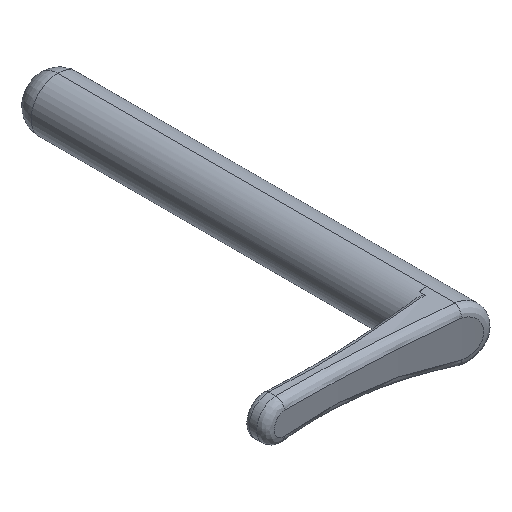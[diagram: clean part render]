
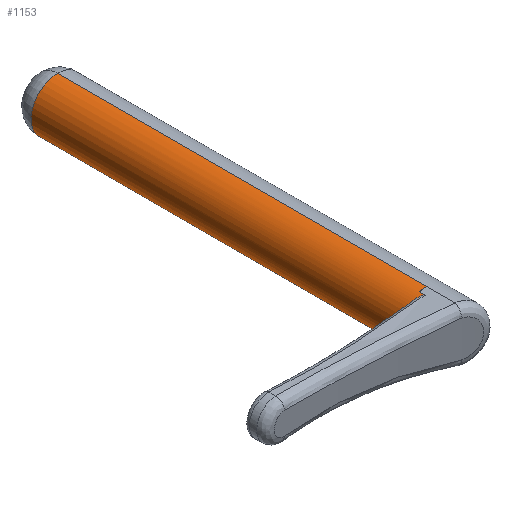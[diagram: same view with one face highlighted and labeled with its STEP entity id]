
A CAD part, isometric view. The second image highlights one B-rep face of the part: STEP entity #1153.
In plain terms, the highlighted cylindrical face has radius 4.75 mm (diameter 9.5 mm), a partial arc.
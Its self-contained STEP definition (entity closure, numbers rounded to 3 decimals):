
#13 = CARTESIAN_POINT ( 'NONE',  ( -10.561, 9.8, 3.994 ) ) ;
#25 = CARTESIAN_POINT ( 'NONE',  ( -9.993, 9.547, 12.317 ) ) ;
#33 = ORIENTED_EDGE ( 'NONE', *, *, #746, .T. ) ;
#37 = CIRCLE ( 'NONE', #430, 4.75 ) ;
#56 = LINE ( 'NONE', #553, #1108 ) ;
#84 = EDGE_CURVE ( 'NONE', #1060, #902, #388, .T. ) ;
#99 = CARTESIAN_POINT ( 'NONE',  ( -9.353, 9.112, 3.447 ) ) ;
#109 = CARTESIAN_POINT ( 'NONE',  ( -9.474, 9.23, 12.516 ) ) ;
#110 = AXIS2_PLACEMENT_3D ( 'NONE', #491, #1126, #850 ) ;
#111 = CARTESIAN_POINT ( 'NONE',  ( -11.433, 10., 4.717 ) ) ;
#116 = CARTESIAN_POINT ( 'NONE',  ( -9.318, 10., 12.564 ) ) ;
#124 = CARTESIAN_POINT ( 'NONE',  ( -9.61, 9.33, 12.47 ) ) ;
#127 = DIRECTION ( 'NONE',  ( 0., 1., 0. ) ) ;
#139 = EDGE_CURVE ( 'NONE', #822, #534, #631, .T. ) ;
#172 = VERTEX_POINT ( 'NONE', #1072 ) ;
#189 = CARTESIAN_POINT ( 'NONE',  ( -11.098, 9.968, 4.392 ) ) ;
#191 = DIRECTION ( 'NONE',  ( 0., 0., -1. ) ) ;
#197 = CARTESIAN_POINT ( 'NONE',  ( -9.318, 9.059, 12.564 ) ) ;
#199 = VERTEX_POINT ( 'NONE', #1094 ) ;
#200 = CARTESIAN_POINT ( 'NONE',  ( -8., 10., 8. ) ) ;
#208 = VECTOR ( 'NONE', #505, 1000. ) ;
#211 = CARTESIAN_POINT ( 'NONE',  ( -12.782, 10.125, 8.317 ) ) ;
#213 = CARTESIAN_POINT ( 'NONE',  ( -10.743, 9.868, 11.884 ) ) ;
#214 = CARTESIAN_POINT ( 'NONE',  ( -9.318, 9., 3.436 ) ) ;
#241 = CARTESIAN_POINT ( 'NONE',  ( -8., 10., 8. ) ) ;
#246 = DIRECTION ( 'NONE',  ( 0., 0., 1. ) ) ;
#254 = DIRECTION ( 'NONE',  ( 0., -1., 0. ) ) ;
#273 = ORIENTED_EDGE ( 'NONE', *, *, #860, .F. ) ;
#291 = CARTESIAN_POINT ( 'NONE',  ( -9.43, 9.195, 12.53 ) ) ;
#299 = DIRECTION ( 'NONE',  ( 0., 0., -1. ) ) ;
#303 = CARTESIAN_POINT ( 'NONE',  ( -12.782, 10.125, 7.683 ) ) ;
#305 = EDGE_CURVE ( 'NONE', #822, #902, #680, .T. ) ;
#306 = CARTESIAN_POINT ( 'NONE',  ( -10.744, 9.868, 4.116 ) ) ;
#342 = ORIENTED_EDGE ( 'NONE', *, *, #633, .T. ) ;
#352 = VECTOR ( 'NONE', #1045, 1000. ) ;
#361 = ORIENTED_EDGE ( 'NONE', *, *, #1022, .T. ) ;
#387 =( BOUNDED_CURVE ( )  B_SPLINE_CURVE ( 3, ( #1160, #303, #211, #579 ),
 .UNSPECIFIED., .F., .T. ) 
 B_SPLINE_CURVE_WITH_KNOTS ( ( 4, 4 ),
 ( 2.943, 3.341 ),
 .UNSPECIFIED. ) 
 CURVE ( )  GEOMETRIC_REPRESENTATION_ITEM ( )  RATIONAL_B_SPLINE_CURVE ( ( 1., 0.987, 0.987, 1. ) ) 
 REPRESENTATION_ITEM ( '' )  );
#388 = B_SPLINE_CURVE_WITH_KNOTS ( 'NONE', 3,
 ( #499, #493, #587, #213, #883, #766, #25, #864, #124, #109, #291, #404, #197, #1053 ),
 .UNSPECIFIED., .F., .F.,
 ( 4, 2, 2, 2, 2, 2, 4 ),
 ( 0., 0.001, 0.001, 0.002, 0.002, 0.003, 0.003 ),
 .UNSPECIFIED. ) ;
#393 = ORIENTED_EDGE ( 'NONE', *, *, #84, .T. ) ;
#397 = EDGE_CURVE ( 'NONE', #754, #453, #387, .T. ) ;
#404 = CARTESIAN_POINT ( 'NONE',  ( -9.353, 9.111, 12.554 ) ) ;
#430 = AXIS2_PLACEMENT_3D ( 'NONE', #200, #127, #191 ) ;
#431 = CARTESIAN_POINT ( 'NONE',  ( -12.656, 10., 8.939 ) ) ;
#452 = AXIS2_PLACEMENT_3D ( 'NONE', #1057, #686, #299 ) ;
#453 = VERTEX_POINT ( 'NONE', #431 ) ;
#491 = CARTESIAN_POINT ( 'NONE',  ( -8., 80., 8. ) ) ;
#493 = CARTESIAN_POINT ( 'NONE',  ( -11.271, 10., 11.452 ) ) ;
#499 = CARTESIAN_POINT ( 'NONE',  ( -11.433, 10., 11.283 ) ) ;
#505 = DIRECTION ( 'NONE',  ( 0., 1., 0. ) ) ;
#513 = CARTESIAN_POINT ( 'NONE',  ( -9.318, 9., 12.564 ) ) ;
#519 = CARTESIAN_POINT ( 'NONE',  ( -9.318, 9., 3.436 ) ) ;
#533 = DIRECTION ( 'NONE',  ( 0., 1., 0. ) ) ;
#534 = VERTEX_POINT ( 'NONE', #1125 ) ;
#553 = CARTESIAN_POINT ( 'NONE',  ( -8., 80., 3.25 ) ) ;
#554 = CIRCLE ( 'NONE', #1071, 4.75 ) ;
#572 = B_SPLINE_CURVE_WITH_KNOTS ( 'NONE', 3,
 ( #214, #865, #99, #597, #1054, #785, #1148, #1156, #967, #13, #306, #189, #682, #111 ),
 .UNSPECIFIED., .F., .F.,
 ( 4, 2, 2, 2, 2, 2, 4 ),
 ( 0., 0., 0., 0.001, 0.001, 0.002, 0.003 ),
 .UNSPECIFIED. ) ;
#579 = CARTESIAN_POINT ( 'NONE',  ( -12.656, 10., 8.939 ) ) ;
#585 = CYLINDRICAL_SURFACE ( 'NONE', #110, 4.75 ) ;
#587 = CARTESIAN_POINT ( 'NONE',  ( -11.101, 9.968, 11.605 ) ) ;
#593 = DIRECTION ( 'NONE',  ( 0., 0., -1. ) ) ;
#597 = CARTESIAN_POINT ( 'NONE',  ( -9.431, 9.196, 3.47 ) ) ;
#608 = ORIENTED_EDGE ( 'NONE', *, *, #1120, .T. ) ;
#626 = DIRECTION ( 'NONE',  ( 0., 0., -1. ) ) ;
#631 = CIRCLE ( 'NONE', #452, 4.75 ) ;
#633 = EDGE_CURVE ( 'NONE', #958, #754, #37, .T. ) ;
#640 = DIRECTION ( 'NONE',  ( 0., -1., 0. ) ) ;
#648 = CARTESIAN_POINT ( 'NONE',  ( -11.433, 10., 4.717 ) ) ;
#680 = LINE ( 'NONE', #116, #352 ) ;
#682 = CARTESIAN_POINT ( 'NONE',  ( -11.271, 10., 4.548 ) ) ;
#684 = DIRECTION ( 'NONE',  ( 0., 1., 0. ) ) ;
#686 = DIRECTION ( 'NONE',  ( 0., 1., 0. ) ) ;
#694 = ORIENTED_EDGE ( 'NONE', *, *, #139, .T. ) ;
#701 = CARTESIAN_POINT ( 'NONE',  ( -8., 10., 8. ) ) ;
#705 = ORIENTED_EDGE ( 'NONE', *, *, #1058, .T. ) ;
#720 = CARTESIAN_POINT ( 'NONE',  ( -8., 80., 12.75 ) ) ;
#736 = DIRECTION ( 'NONE',  ( 0., -1., 0. ) ) ;
#746 = EDGE_CURVE ( 'NONE', #199, #958, #572, .T. ) ;
#754 = VERTEX_POINT ( 'NONE', #877 ) ;
#766 = CARTESIAN_POINT ( 'NONE',  ( -10.183, 9.639, 12.224 ) ) ;
#785 = CARTESIAN_POINT ( 'NONE',  ( -9.612, 9.331, 3.531 ) ) ;
#816 = CARTESIAN_POINT ( 'NONE',  ( -9.318, 10., 3.436 ) ) ;
#822 = VERTEX_POINT ( 'NONE', #1064 ) ;
#836 = CIRCLE ( 'NONE', #996, 4.75 ) ;
#850 = DIRECTION ( 'NONE',  ( 0., 0., -1. ) ) ;
#852 = VERTEX_POINT ( 'NONE', #816 ) ;
#860 = EDGE_CURVE ( 'NONE', #199, #852, #1173, .T. ) ;
#864 = CARTESIAN_POINT ( 'NONE',  ( -9.706, 9.387, 12.434 ) ) ;
#865 = CARTESIAN_POINT ( 'NONE',  ( -9.318, 9.06, 3.436 ) ) ;
#877 = CARTESIAN_POINT ( 'NONE',  ( -12.656, 10., 7.061 ) ) ;
#883 = CARTESIAN_POINT ( 'NONE',  ( -10.557, 9.799, 12.009 ) ) ;
#888 = LINE ( 'NONE', #720, #1172 ) ;
#902 = VERTEX_POINT ( 'NONE', #513 ) ;
#911 = AXIS2_PLACEMENT_3D ( 'NONE', #1220, #254, #246 ) ;
#945 = VERTEX_POINT ( 'NONE', #982 ) ;
#948 = EDGE_CURVE ( 'NONE', #1222, #534, #888, .T. ) ;
#958 = VERTEX_POINT ( 'NONE', #648 ) ;
#967 = CARTESIAN_POINT ( 'NONE',  ( -10.184, 9.639, 3.776 ) ) ;
#982 = CARTESIAN_POINT ( 'NONE',  ( -8., 76., 3.25 ) ) ;
#991 = ORIENTED_EDGE ( 'NONE', *, *, #1228, .T. ) ;
#996 = AXIS2_PLACEMENT_3D ( 'NONE', #241, #533, #626 ) ;
#1015 = FACE_OUTER_BOUND ( 'NONE', #1100, .T. ) ;
#1017 = ORIENTED_EDGE ( 'NONE', *, *, #948, .F. ) ;
#1022 = EDGE_CURVE ( 'NONE', #945, #172, #56, .T. ) ;
#1045 = DIRECTION ( 'NONE',  ( 0., -1., 0. ) ) ;
#1053 = CARTESIAN_POINT ( 'NONE',  ( -9.318, 9., 12.564 ) ) ;
#1054 = CARTESIAN_POINT ( 'NONE',  ( -9.475, 9.231, 3.485 ) ) ;
#1057 = CARTESIAN_POINT ( 'NONE',  ( -8., 10., 8. ) ) ;
#1058 = EDGE_CURVE ( 'NONE', #1222, #945, #1209, .T. ) ;
#1060 = VERTEX_POINT ( 'NONE', #1099 ) ;
#1064 = CARTESIAN_POINT ( 'NONE',  ( -9.318, 10., 12.564 ) ) ;
#1071 = AXIS2_PLACEMENT_3D ( 'NONE', #701, #684, #593 ) ;
#1072 = CARTESIAN_POINT ( 'NONE',  ( -8., 10., 3.25 ) ) ;
#1094 = CARTESIAN_POINT ( 'NONE',  ( -9.318, 9., 3.436 ) ) ;
#1099 = CARTESIAN_POINT ( 'NONE',  ( -11.433, 10., 11.283 ) ) ;
#1100 = EDGE_LOOP ( 'NONE', ( #1017, #705, #361, #608, #273, #33, #342, #1137, #991, #393, #1107, #694 ) ) ;
#1107 = ORIENTED_EDGE ( 'NONE', *, *, #305, .F. ) ;
#1108 = VECTOR ( 'NONE', #640, 1000. ) ;
#1120 = EDGE_CURVE ( 'NONE', #172, #852, #836, .T. ) ;
#1125 = CARTESIAN_POINT ( 'NONE',  ( -8., 10., 12.75 ) ) ;
#1126 = DIRECTION ( 'NONE',  ( 0., -1., 0. ) ) ;
#1137 = ORIENTED_EDGE ( 'NONE', *, *, #397, .T. ) ;
#1148 = CARTESIAN_POINT ( 'NONE',  ( -9.707, 9.387, 3.566 ) ) ;
#1153 = ADVANCED_FACE ( 'NONE', ( #1015 ), #585, .T. ) ;
#1156 = CARTESIAN_POINT ( 'NONE',  ( -9.992, 9.547, 3.683 ) ) ;
#1160 = CARTESIAN_POINT ( 'NONE',  ( -12.656, 10., 7.061 ) ) ;
#1170 = CARTESIAN_POINT ( 'NONE',  ( -8., 76., 12.75 ) ) ;
#1172 = VECTOR ( 'NONE', #736, 1000. ) ;
#1173 = LINE ( 'NONE', #519, #208 ) ;
#1209 = CIRCLE ( 'NONE', #911, 4.75 ) ;
#1220 = CARTESIAN_POINT ( 'NONE',  ( -8., 76., 8. ) ) ;
#1222 = VERTEX_POINT ( 'NONE', #1170 ) ;
#1228 = EDGE_CURVE ( 'NONE', #453, #1060, #554, .T. ) ;
